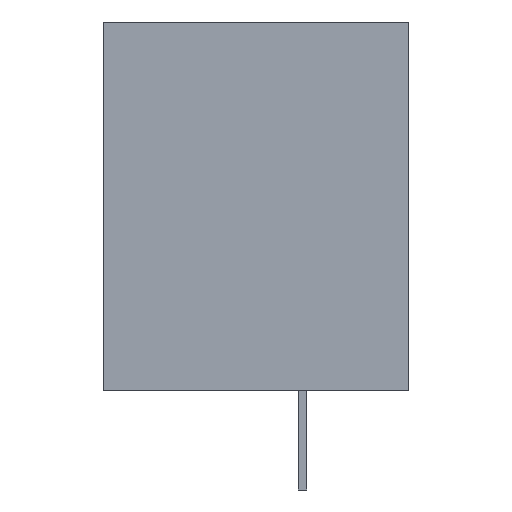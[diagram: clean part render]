
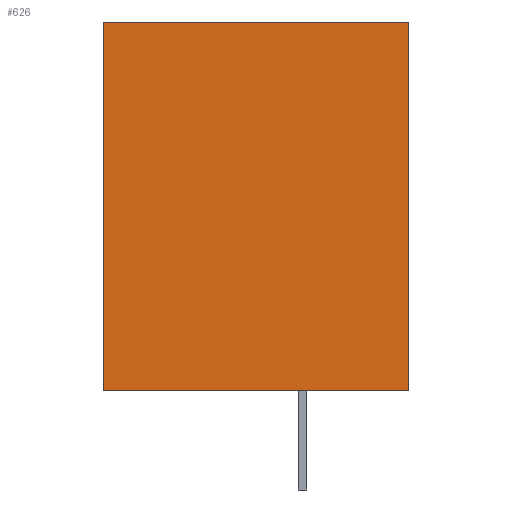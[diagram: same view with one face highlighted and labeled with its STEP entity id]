
A CAD part, front view. The second image highlights one B-rep face of the part: STEP entity #626.
In plain terms, the highlighted planar face has unit normal (0, -1, 0).
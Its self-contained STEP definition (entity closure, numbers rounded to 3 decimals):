
#30=FACE_OUTER_BOUND('',#70,.T.);
#70=EDGE_LOOP('',(#437,#438,#439,#440));
#109=LINE('',#905,#193);
#122=LINE('',#929,#206);
#123=LINE('',#932,#207);
#124=LINE('',#933,#208);
#193=VECTOR('',#736,10.);
#206=VECTOR('',#755,10.);
#207=VECTOR('',#758,10.);
#208=VECTOR('',#759,10.);
#277=VERTEX_POINT('',#903);
#278=VERTEX_POINT('',#904);
#286=VERTEX_POINT('',#927);
#287=VERTEX_POINT('',#931);
#333=EDGE_CURVE('',#277,#278,#109,.T.);
#346=EDGE_CURVE('',#277,#286,#122,.T.);
#347=EDGE_CURVE('',#287,#286,#123,.T.);
#348=EDGE_CURVE('',#278,#287,#124,.T.);
#437=ORIENTED_EDGE('',*,*,#346,.T.);
#438=ORIENTED_EDGE('',*,*,#347,.F.);
#439=ORIENTED_EDGE('',*,*,#348,.F.);
#440=ORIENTED_EDGE('',*,*,#333,.F.);
#586=PLANE('',#691);
#626=ADVANCED_FACE('',(#30),#586,.T.);
#691=AXIS2_PLACEMENT_3D('',#930,#756,#757);
#736=DIRECTION('',(-1.,0.,0.));
#755=DIRECTION('',(0.,0.,1.));
#756=DIRECTION('center_axis',(0.,-1.,0.));
#757=DIRECTION('ref_axis',(1.,0.,0.));
#758=DIRECTION('',(1.,0.,0.));
#759=DIRECTION('',(0.,0.,1.));
#903=CARTESIAN_POINT('',(3.2,-19.815,0.));
#904=CARTESIAN_POINT('',(-6.,-19.815,0.));
#905=CARTESIAN_POINT('',(-6.,-19.815,0.));
#927=CARTESIAN_POINT('',(3.2,-19.815,11.1));
#929=CARTESIAN_POINT('',(3.2,-19.815,0.5));
#930=CARTESIAN_POINT('Origin',(-6.,-19.815,0.5));
#931=CARTESIAN_POINT('',(-6.,-19.815,11.1));
#932=CARTESIAN_POINT('',(-6.,-19.815,11.1));
#933=CARTESIAN_POINT('',(-6.,-19.815,0.5));
